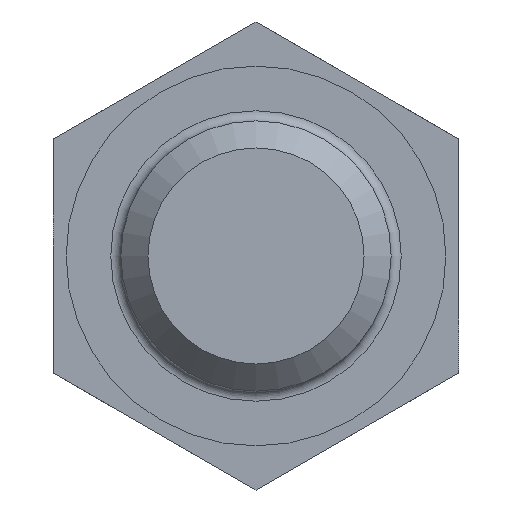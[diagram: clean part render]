
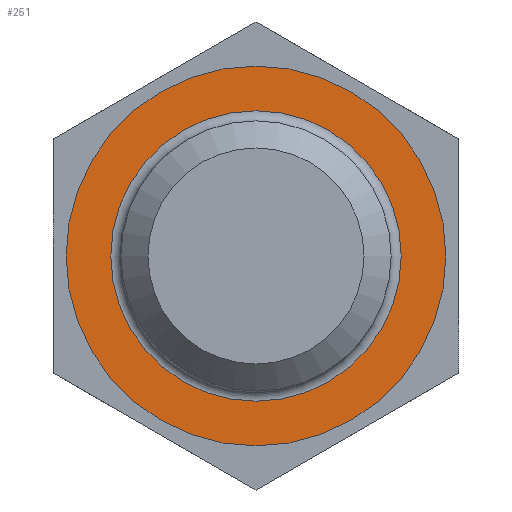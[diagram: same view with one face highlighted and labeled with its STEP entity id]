
A CAD part, front view. The second image highlights one B-rep face of the part: STEP entity #251.
In plain terms, the highlighted face is planar.
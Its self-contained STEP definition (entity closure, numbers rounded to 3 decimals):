
#251=ADVANCED_FACE('',(#386,#388),#390,.F.);
#386=FACE_BOUND('',#387,.T.);
#387=EDGE_LOOP('',(#519));
#388=FACE_BOUND('',#389,.T.);
#389=EDGE_LOOP('',(#520));
#390=PLANE('',#391);
#391=AXIS2_PLACEMENT_3D('',#392,#393,#394);
#392=CARTESIAN_POINT('',(0.,0.,0.));
#393=DIRECTION('',(0.,0.,1.));
#394=DIRECTION('',(1.,0.,0.));
#519=ORIENTED_EDGE('',*,*,#565,.T.);
#520=ORIENTED_EDGE('',*,*,#566,.F.);
#565=EDGE_CURVE('',#626,#626,#627,.F.);
#566=EDGE_CURVE('',#628,#628,#629,.T.);
#626=VERTEX_POINT('',#1055);
#627=CIRCLE('',#1056,11.245);
#628=VERTEX_POINT('',#1060);
#629=CIRCLE('',#1061,8.6);
#1055=CARTESIAN_POINT('',(11.245,0.,0.));
#1056=AXIS2_PLACEMENT_3D('',#1057,#1058,#1059);
#1057=CARTESIAN_POINT('',(0.,0.,0.));
#1058=DIRECTION('',(0.,0.,1.));
#1059=DIRECTION('',(1.,0.,0.));
#1060=CARTESIAN_POINT('',(-8.6,0.,0.));
#1061=AXIS2_PLACEMENT_3D('',#1062,#1063,#1064);
#1062=CARTESIAN_POINT('',(0.,0.,0.));
#1063=DIRECTION('',(0.,0.,-1.));
#1064=DIRECTION('',(-1.,0.,0.));
